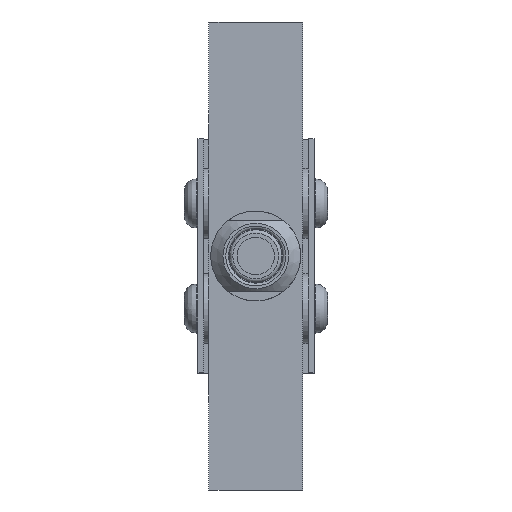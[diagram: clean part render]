
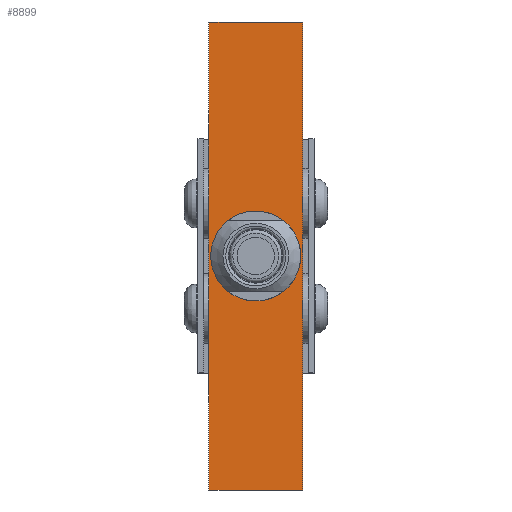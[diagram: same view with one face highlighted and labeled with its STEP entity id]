
A CAD part, left-side view. The second image highlights one B-rep face of the part: STEP entity #8899.
In plain terms, the highlighted planar face has unit normal (-1, 0, 0).
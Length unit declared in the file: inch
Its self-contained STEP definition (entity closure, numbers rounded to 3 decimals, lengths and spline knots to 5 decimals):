
#6902=CARTESIAN_POINT('',(-1.0,-0.25,1.25));
#6903=VERTEX_POINT('',#6902);
#6904=CARTESIAN_POINT('',(-1.0,-0.25,-1.25));
#6905=VERTEX_POINT('',#6904);
#6906=CARTESIAN_POINT('',(-1.0,-0.25,1.25));
#6907=DIRECTION('',(0.0,0.0,-1.0));
#6908=VECTOR('',#6907,2.5);
#6909=LINE('',#6906,#6908);
#6910=EDGE_CURVE('',#6903,#6905,#6909,.T.);
#7048=CARTESIAN_POINT('',(-1.0,-0.09873,0.21875));
#7049=VERTEX_POINT('',#7048);
#7058=CARTESIAN_POINT('',(-1.0,0.09873,0.21875));
#7059=VERTEX_POINT('',#7058);
#7060=CARTESIAN_POINT('',(-1.0,0.09873,0.21875));
#7061=DIRECTION('',(0.0,-1.0,0.0));
#7062=VECTOR('',#7061,0.19747);
#7063=LINE('',#7060,#7062);
#7064=EDGE_CURVE('',#7059,#7049,#7063,.T.);
#7088=CARTESIAN_POINT('',(-1.0,0.09873,-0.21875));
#7089=VERTEX_POINT('',#7088);
#7098=CARTESIAN_POINT('',(-1.0,-0.09873,-0.21875));
#7099=VERTEX_POINT('',#7098);
#7100=CARTESIAN_POINT('',(-1.0,-0.09873,-0.21875));
#7101=DIRECTION('',(0.0,1.0,0.0));
#7102=VECTOR('',#7101,0.19747);
#7103=LINE('',#7100,#7102);
#7104=EDGE_CURVE('',#7099,#7089,#7103,.T.);
#7309=CARTESIAN_POINT('',(-1.0,0.,0.));
#7310=DIRECTION('',(1.0,0.0,0.0));
#7311=DIRECTION('',(0.0,0.0,-1.0));
#7312=AXIS2_PLACEMENT_3D('',#7309,#7310,#7311);
#7313=CIRCLE('',#7312,0.24);
#7314=EDGE_CURVE('',#7089,#7059,#7313,.T.);
#7319=CARTESIAN_POINT('',(-1.0,0.,0.));
#7320=DIRECTION('',(1.0,0.0,0.0));
#7321=DIRECTION('',(0.0,0.0,-1.0));
#7322=AXIS2_PLACEMENT_3D('',#7319,#7320,#7321);
#7323=CIRCLE('',#7322,0.24);
#7324=EDGE_CURVE('',#7049,#7099,#7323,.T.);
#8225=CARTESIAN_POINT('',(-1.0,0.25,-1.25));
#8226=VERTEX_POINT('',#8225);
#8235=CARTESIAN_POINT('',(-1.0,0.25,1.25));
#8236=VERTEX_POINT('',#8235);
#8237=CARTESIAN_POINT('',(-1.0,0.25,1.25));
#8238=DIRECTION('',(0.0,0.0,-1.0));
#8239=VECTOR('',#8238,2.5);
#8240=LINE('',#8237,#8239);
#8241=EDGE_CURVE('',#8236,#8226,#8240,.T.);
#8833=CARTESIAN_POINT('',(-1.0,-0.25,-1.25));
#8834=DIRECTION('',(0.0,1.0,0.0));
#8835=VECTOR('',#8834,0.5);
#8836=LINE('',#8833,#8835);
#8837=EDGE_CURVE('',#6905,#8226,#8836,.T.);
#8868=CARTESIAN_POINT('',(-1.0,-0.25,1.25));
#8869=DIRECTION('',(0.0,1.0,0.0));
#8870=VECTOR('',#8869,0.5);
#8871=LINE('',#8868,#8870);
#8872=EDGE_CURVE('',#6903,#8236,#8871,.T.);
#8882=CARTESIAN_POINT('',(-1.0,-0.25,1.25));
#8883=DIRECTION('',(-1.0,0.0,0.0));
#8884=DIRECTION('',(0.0,0.0,1.0));
#8885=AXIS2_PLACEMENT_3D('',#8882,#8883,#8884);
#8886=PLANE('',#8885);
#8887=ORIENTED_EDGE('',*,*,#8241,.T.);
#8888=ORIENTED_EDGE('',*,*,#8837,.F.);
#8889=ORIENTED_EDGE('',*,*,#6910,.F.);
#8890=ORIENTED_EDGE('',*,*,#8872,.T.);
#8891=EDGE_LOOP('',(#8887,#8888,#8889,#8890));
#8892=FACE_OUTER_BOUND('',#8891,.T.);
#8893=ORIENTED_EDGE('',*,*,#7064,.T.);
#8894=ORIENTED_EDGE('',*,*,#7324,.T.);
#8895=ORIENTED_EDGE('',*,*,#7104,.T.);
#8896=ORIENTED_EDGE('',*,*,#7314,.T.);
#8897=EDGE_LOOP('',(#8893,#8894,#8895,#8896));
#8898=FACE_BOUND('',#8897,.T.);
#8899=ADVANCED_FACE('',(#8892,#8898),#8886,.T.);
